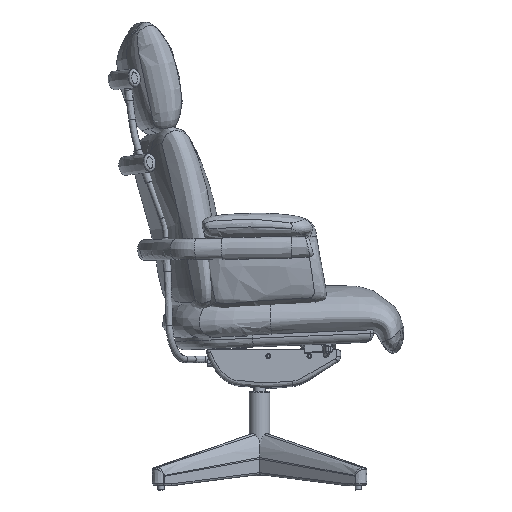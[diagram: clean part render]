
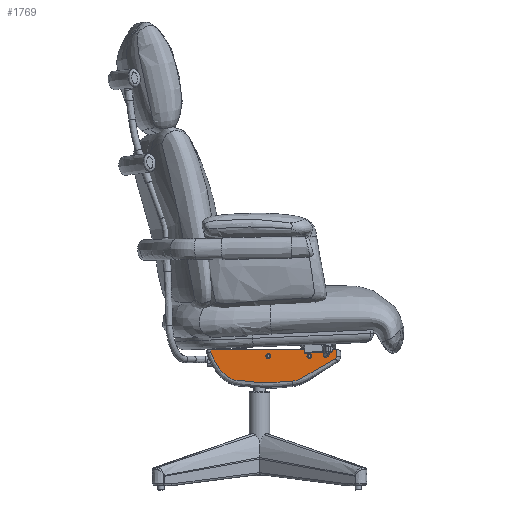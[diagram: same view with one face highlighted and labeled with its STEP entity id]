
A CAD part, left-side view. The second image highlights one B-rep face of the part: STEP entity #1769.
In plain terms, the highlighted planar face has unit normal (-1, 0, 0).
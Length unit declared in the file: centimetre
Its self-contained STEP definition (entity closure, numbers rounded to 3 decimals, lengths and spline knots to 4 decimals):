
#101=FACE_BOUND('',#2950,.T.);
#102=FACE_BOUND('',#2951,.T.);
#574=B_SPLINE_CURVE_WITH_KNOTS('',1,(#47173,#47174),.UNSPECIFIED.,.F.,.F.,
(2,2),(0.,17.1708),.UNSPECIFIED.);
#1769=ADVANCED_FACE('',(#2351,#101,#102),#8690,.T.);
#2351=FACE_OUTER_BOUND('',#2949,.T.);
#2949=EDGE_LOOP('',(#5285,#5286,#5287,#5288,#5289,#5290));
#2950=EDGE_LOOP('',(#5291));
#2951=EDGE_LOOP('',(#5292));
#5285=ORIENTED_EDGE('',*,*,#6809,.F.);
#5286=ORIENTED_EDGE('',*,*,#6806,.F.);
#5287=ORIENTED_EDGE('',*,*,#6803,.F.);
#5288=ORIENTED_EDGE('',*,*,#6796,.F.);
#5289=ORIENTED_EDGE('',*,*,#6788,.F.);
#5290=ORIENTED_EDGE('',*,*,#6812,.F.);
#5291=ORIENTED_EDGE('',*,*,#6816,.F.);
#5292=ORIENTED_EDGE('',*,*,#6819,.F.);
#6788=EDGE_CURVE('',#8442,#8441,#7630,.T.);
#6796=EDGE_CURVE('',#8441,#8455,#574,.T.);
#6803=EDGE_CURVE('',#8455,#8456,#7642,.T.);
#6806=EDGE_CURVE('',#8456,#8454,#7645,.T.);
#6809=EDGE_CURVE('',#8454,#8453,#7647,.T.);
#6812=EDGE_CURVE('',#8453,#8442,#7649,.T.);
#6816=EDGE_CURVE('',#8458,#8458,#7653,.T.);
#6819=EDGE_CURVE('',#8460,#8460,#7656,.T.);
#7630=(
BOUNDED_CURVE()
B_SPLINE_CURVE(2,(#47144,#47145,#47146),.UNSPECIFIED.,.F.,.F.)
B_SPLINE_CURVE_WITH_KNOTS((3,3),(-1165.9912,-859.3797),
 .UNSPECIFIED.)
CURVE()
GEOMETRIC_REPRESENTATION_ITEM()
RATIONAL_B_SPLINE_CURVE((1.,1.,1.))
REPRESENTATION_ITEM('')
);
#7642=(
BOUNDED_CURVE()
B_SPLINE_CURVE(2,(#47213,#47214,#47215),.UNSPECIFIED.,.F.,.F.)
B_SPLINE_CURVE_WITH_KNOTS((3,3),(0.,4.3355),.UNSPECIFIED.)
CURVE()
GEOMETRIC_REPRESENTATION_ITEM()
RATIONAL_B_SPLINE_CURVE((1.,0.881,1.))
REPRESENTATION_ITEM('')
);
#7645=(
BOUNDED_CURVE()
B_SPLINE_CURVE(3,(#47227,#47228,#47229,#47230,#47231,#47232,#47233,#47234),
 .UNSPECIFIED.,.F.,.F.)
B_SPLINE_CURVE_WITH_KNOTS((4,1,3,4),(0.,0.9063,
85.22,119.3585),.UNSPECIFIED.)
CURVE()
GEOMETRIC_REPRESENTATION_ITEM()
RATIONAL_B_SPLINE_CURVE((1.,1.,1.,1.,1.,1.,
1.,1.))
REPRESENTATION_ITEM('')
);
#7647=(
BOUNDED_CURVE()
B_SPLINE_CURVE(3,(#47273,#47274,#47275,#47276,#47277,#47278,#47279,#47280,
#47281,#47282,#47283,#47284,#47285,#47286,#47287,#47288,#47289,#47290,#47291,
#47292),.UNSPECIFIED.,.F.,.F.)
B_SPLINE_CURVE_WITH_KNOTS((4,1,1,1,3,3,1,1,3,1,1,4),(0.1097,
25.4208,50.8416,54.1592,57.4769,135.2446,
156.34,166.8021,177.2641,199.4692,221.6742,
234.2208),.UNSPECIFIED.)
CURVE()
GEOMETRIC_REPRESENTATION_ITEM()
RATIONAL_B_SPLINE_CURVE((1.,1.,1.,1.,1.,1.,1.,1.,1.,1.,1.,1.,
1.,1.,1.,1.,1.,1.,1.,1.))
REPRESENTATION_ITEM('')
);
#7649=(
BOUNDED_CURVE()
B_SPLINE_CURVE(1,(#47321,#47322),.UNSPECIFIED.,.F.,.F.)
B_SPLINE_CURVE_WITH_KNOTS((2,2),(0.,5.0447),
 .UNSPECIFIED.)
CURVE()
GEOMETRIC_REPRESENTATION_ITEM()
RATIONAL_B_SPLINE_CURVE((1.,1.))
REPRESENTATION_ITEM('')
);
#7653=(
BOUNDED_CURVE()
B_SPLINE_CURVE(2,(#47337,#47338,#47339,#47340,#47341,#47342,#47343,#47344,
#47345),.UNSPECIFIED.,.T.,.F.)
B_SPLINE_CURVE_WITH_KNOTS((3,2,2,2,3),(0.,9.4248,18.8496,
28.2743,37.6991),.UNSPECIFIED.)
CURVE()
GEOMETRIC_REPRESENTATION_ITEM()
RATIONAL_B_SPLINE_CURVE((1.,0.707,1.,0.707,1.,0.707,
1.,0.707,1.))
REPRESENTATION_ITEM('')
);
#7656=(
BOUNDED_CURVE()
B_SPLINE_CURVE(2,(#47357,#47358,#47359,#47360,#47361,#47362,#47363,#47364,
#47365),.UNSPECIFIED.,.T.,.F.)
B_SPLINE_CURVE_WITH_KNOTS((3,2,2,2,3),(0.,9.4248,18.8496,
28.2743,37.6991),.UNSPECIFIED.)
CURVE()
GEOMETRIC_REPRESENTATION_ITEM()
RATIONAL_B_SPLINE_CURVE((1.,0.707,1.,0.707,1.,0.707,
1.,0.707,1.))
REPRESENTATION_ITEM('')
);
#8441=VERTEX_POINT('',#47090);
#8442=VERTEX_POINT('',#47091);
#8453=VERTEX_POINT('',#47102);
#8454=VERTEX_POINT('',#47103);
#8455=VERTEX_POINT('',#47104);
#8456=VERTEX_POINT('',#47105);
#8458=VERTEX_POINT('',#47107);
#8460=VERTEX_POINT('',#47109);
#8690=PLANE('',#9174);
#9174=AXIS2_PLACEMENT_3D('',#46920,#9504,$);
#9504=DIRECTION('',(-1.,0.,0.));
#46920=CARTESIAN_POINT('',(-8.9,3.7935,-15.1589));
#47090=CARTESIAN_POINT('',(-8.9,8.9589,-4.907));
#47091=CARTESIAN_POINT('',(-8.9,39.62,-4.907));
#47102=CARTESIAN_POINT('',(-8.9,39.4629,-5.3863));
#47103=CARTESIAN_POINT('',(-8.9,19.6477,-12.5272));
#47104=CARTESIAN_POINT('',(-8.9,8.9589,-6.624));
#47105=CARTESIAN_POINT('',(-8.9,9.156,-6.9906));
#47107=CARTESIAN_POINT('',(-8.9,16.0978,-6.3913));
#47109=CARTESIAN_POINT('',(-8.9,26.0978,-6.3913));
#47144=CARTESIAN_POINT('',(-8.9,39.62,-4.907));
#47145=CARTESIAN_POINT('',(-8.9,24.2895,-4.907));
#47146=CARTESIAN_POINT('',(-8.9,8.9589,-4.907));
#47173=CARTESIAN_POINT('',(-8.9,8.9589,-4.907));
#47174=CARTESIAN_POINT('',(-8.9,8.9589,-6.624));
#47213=CARTESIAN_POINT('',(-8.9,8.9589,-6.624));
#47214=CARTESIAN_POINT('',(-8.9,8.9589,-6.8603));
#47215=CARTESIAN_POINT('',(-8.9,9.156,-6.9906));
#47227=CARTESIAN_POINT('',(-8.9,9.156,-6.9906));
#47228=CARTESIAN_POINT('',(-8.9,9.1812,-7.0072));
#47229=CARTESIAN_POINT('',(-8.9,11.5518,-8.5724));
#47230=CARTESIAN_POINT('',(-8.9,13.9825,-10.0463));
#47231=CARTESIAN_POINT('',(-8.9,16.439,-11.4117));
#47232=CARTESIAN_POINT('',(-8.9,17.4337,-11.9649));
#47233=CARTESIAN_POINT('',(-8.9,18.525,-12.3422));
#47234=CARTESIAN_POINT('',(-8.9,19.6477,-12.5272));
#47273=CARTESIAN_POINT('',(-8.9,19.6477,-12.5272));
#47274=CARTESIAN_POINT('',(-8.9,20.483,-12.6464));
#47275=CARTESIAN_POINT('',(-8.9,22.1641,-12.836));
#47276=CARTESIAN_POINT('',(-8.9,23.964,-12.9325));
#47277=CARTESIAN_POINT('',(-8.9,25.0323,-12.9541));
#47278=CARTESIAN_POINT('',(-8.9,25.2535,-12.9568));
#47279=CARTESIAN_POINT('',(-8.9,25.364,-12.9577));
#47280=CARTESIAN_POINT('',(-8.9,27.9562,-12.979));
#47281=CARTESIAN_POINT('',(-8.9,30.5502,-12.7726));
#47282=CARTESIAN_POINT('',(-8.9,33.1064,-12.3417));
#47283=CARTESIAN_POINT('',(-8.9,33.7998,-12.2252));
#47284=CARTESIAN_POINT('',(-8.9,34.8075,-11.8723));
#47285=CARTESIAN_POINT('',(-8.9,35.9693,-11.0801));
#47286=CARTESIAN_POINT('',(-8.9,36.469,-10.5895));
#47287=CARTESIAN_POINT('',(-8.9,36.6944,-10.3234));
#47288=CARTESIAN_POINT('',(-8.9,37.1728,-9.7587));
#47289=CARTESIAN_POINT('',(-8.9,38.0465,-8.5585));
#47290=CARTESIAN_POINT('',(-8.9,38.9243,-6.869));
#47291=CARTESIAN_POINT('',(-8.9,39.3326,-5.7837));
#47292=CARTESIAN_POINT('',(-8.9,39.4629,-5.3863));
#47321=CARTESIAN_POINT('',(-8.9,39.4629,-5.3863));
#47322=CARTESIAN_POINT('',(-8.9,39.62,-4.907));
#47337=CARTESIAN_POINT('',(-8.9,16.0978,-6.3913));
#47338=CARTESIAN_POINT('',(-8.9,16.0978,-6.9913));
#47339=CARTESIAN_POINT('',(-8.9,15.4978,-6.9913));
#47340=CARTESIAN_POINT('',(-8.9,14.8978,-6.9913));
#47341=CARTESIAN_POINT('',(-8.9,14.8978,-6.3913));
#47342=CARTESIAN_POINT('',(-8.9,14.8978,-5.7913));
#47343=CARTESIAN_POINT('',(-8.9,15.4978,-5.7913));
#47344=CARTESIAN_POINT('',(-8.9,16.0978,-5.7913));
#47345=CARTESIAN_POINT('',(-8.9,16.0978,-6.3913));
#47357=CARTESIAN_POINT('',(-8.9,26.0978,-6.3913));
#47358=CARTESIAN_POINT('',(-8.9,26.0978,-6.9913));
#47359=CARTESIAN_POINT('',(-8.9,25.4978,-6.9913));
#47360=CARTESIAN_POINT('',(-8.9,24.8978,-6.9913));
#47361=CARTESIAN_POINT('',(-8.9,24.8978,-6.3913));
#47362=CARTESIAN_POINT('',(-8.9,24.8978,-5.7913));
#47363=CARTESIAN_POINT('',(-8.9,25.4978,-5.7913));
#47364=CARTESIAN_POINT('',(-8.9,26.0978,-5.7913));
#47365=CARTESIAN_POINT('',(-8.9,26.0978,-6.3913));
